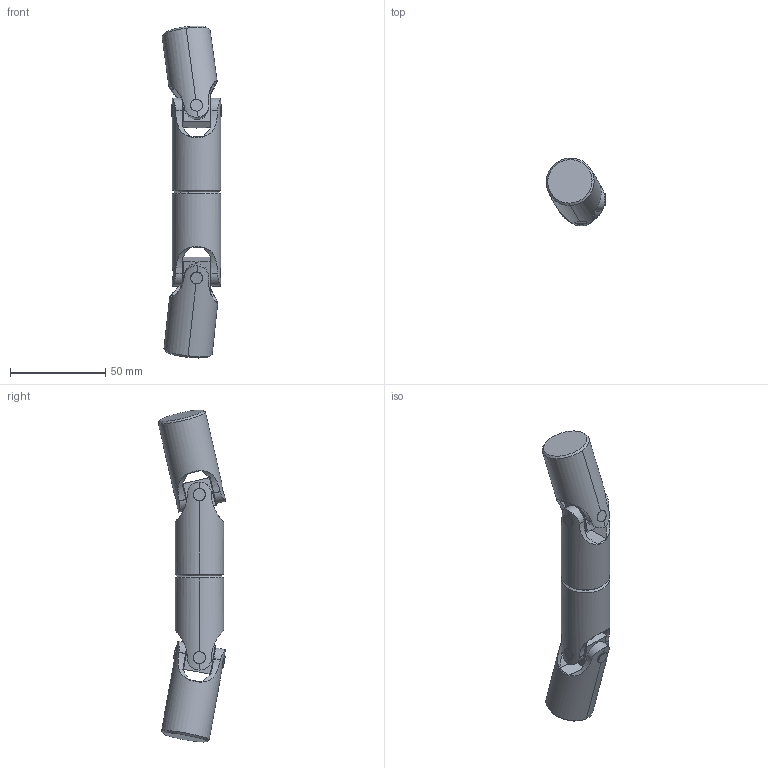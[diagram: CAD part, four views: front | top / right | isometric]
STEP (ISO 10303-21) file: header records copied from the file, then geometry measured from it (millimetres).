
FILE_DESCRIPTION((''),'2;1');
FILE_NAME('DD-6_ASM','2013-05-02T',('ppetruska'),(''),'PRO/ENGINEER BY PARAMETRIC TECHNOLOGY CORPORATION, 2012480','PRO/ENGINEER BY PARAMETRIC TECHNOLOGY CORPORATION, 2012480','');
FILE_SCHEMA(('CONFIG_CONTROL_DESIGN'));
Length unit declared in the file: millimetre
Products named in the file (6): D-6-YOKE; D-6-BLOCK; D-6-MAIN_PIN_; D-6-HALF_PIN; D-6-RIVET_PIN; DD-6_ASM
Assembly tree (14 placements, depth 2):
  DD-6_ASM
    D-6-YOKE  x4
    D-6-BLOCK  x2
    D-6-MAIN_PIN_  x2
    D-6-HALF_PIN  x4
    D-6-RIVET_PIN  x2
Bounding box: 31.33 x 35.39 x 173.87 mm (x, y, z)
Volume: 76527.7 mm3; surface area: 24891.2 mm2
Topology: 14 solids, 14 shells, 194 faces, 472 edges, 292 vertices
Faces by surface type: cylinder 106, plane 64, cone 24
Entity records: 10077 total; most frequent: CARTESIAN_POINT 8319, DIRECTION 356, ORIENTED_EDGE 320, EDGE_CURVE 160, AXIS2_PLACEMENT_3D 143, VERTEX_POINT 98, EDGE_LOOP 76, VECTOR 70
